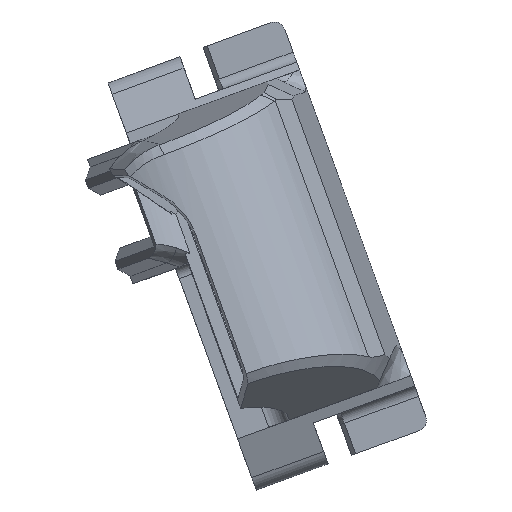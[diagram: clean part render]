
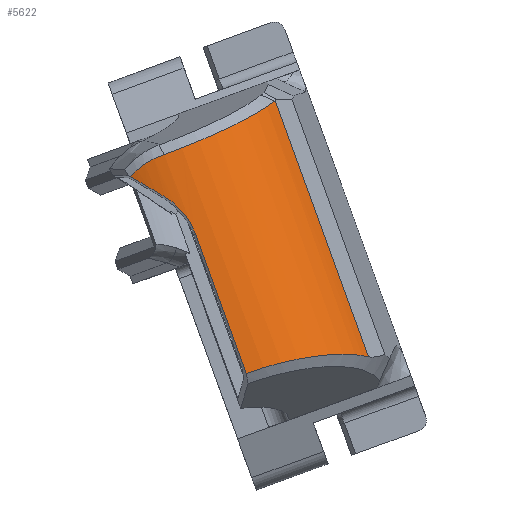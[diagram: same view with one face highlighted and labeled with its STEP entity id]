
A CAD part, top view. The second image highlights one B-rep face of the part: STEP entity #5622.
In plain terms, the highlighted cylindrical face has radius 12.827 mm (diameter 25.654 mm), a partial arc.
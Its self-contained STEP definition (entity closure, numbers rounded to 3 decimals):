
#55=B_SPLINE_CURVE_WITH_KNOTS('',3,(#8223,#8224,#8225,#8226,#8227,#8228,
#8229,#8230),.UNSPECIFIED.,.F.,.F.,(4,2,2,4),(1.945,2.11,
2.275,2.372),.UNSPECIFIED.);
#67=B_SPLINE_CURVE_WITH_KNOTS('',3,(#8397,#8398,#8399,#8400,#8401,#8402,
#8403,#8404,#8405,#8406,#8407,#8408,#8409,#8410,#8411,#8412,#8413),
 .UNSPECIFIED.,.F.,.F.,(4,2,2,2,3,2,2,4),(-0.335,-0.293,
-0.251,-0.168,0.,0.025,
0.039,0.04),.UNSPECIFIED.);
#103=B_SPLINE_CURVE_WITH_KNOTS('',3,(#9763,#9764,#9765,#9766,#9767,#9768,
#9769,#9770,#9771,#9772,#9773,#9774,#9775,#9776),.UNSPECIFIED.,.F.,.F.,
(4,2,2,2,2,2,4),(-1.416,-1.24,-1.063,
-0.707,-0.356,-0.179,0.),
 .UNSPECIFIED.);
#104=B_SPLINE_CURVE_WITH_KNOTS('',3,(#9780,#9781,#9782,#9783),
 .UNSPECIFIED.,.F.,.F.,(4,4),(0.,0.),.UNSPECIFIED.);
#105=B_SPLINE_CURVE_WITH_KNOTS('',3,(#9784,#9785,#9786,#9787,#9788,#9789,
#9790,#9791,#9792,#9793,#9794,#9795,#9796,#9797),.UNSPECIFIED.,.F.,.F.,
(4,2,2,2,2,2,4),(-1.409,-1.233,-1.057,
-0.705,-0.352,-0.176,0.),
 .UNSPECIFIED.);
#653=FACE_OUTER_BOUND('',#943,.T.);
#943=EDGE_LOOP('',(#5076,#5077,#5078,#5079,#5080,#5081,#5082,#5083));
#1161=LINE('',#8262,#1785);
#1587=LINE('',#9778,#2211);
#1785=VECTOR('',#6463,1000.);
#2211=VECTOR('',#7391,1000.);
#2248=ELLIPSE('',#5785,21.087,12.827);
#2473=VERTEX_POINT('',#8220);
#2474=VERTEX_POINT('',#8222);
#2486=VERTEX_POINT('',#8260);
#2495=VERTEX_POINT('',#8391);
#2496=VERTEX_POINT('',#8396);
#2820=VERTEX_POINT('',#9762);
#2821=VERTEX_POINT('',#9777);
#2822=VERTEX_POINT('',#9779);
#3060=EDGE_CURVE('',#2473,#2474,#55,.T.);
#3074=EDGE_CURVE('',#2486,#2473,#1161,.T.);
#3085=EDGE_CURVE('',#2496,#2495,#67,.T.);
#3088=EDGE_CURVE('',#2474,#2495,#2248,.T.);
#3620=EDGE_CURVE('',#2486,#2820,#103,.T.);
#3621=EDGE_CURVE('',#2820,#2821,#1587,.T.);
#3622=EDGE_CURVE('',#2821,#2822,#104,.T.);
#3623=EDGE_CURVE('',#2822,#2496,#105,.T.);
#5076=ORIENTED_EDGE('',*,*,#3085,.T.);
#5077=ORIENTED_EDGE('',*,*,#3088,.F.);
#5078=ORIENTED_EDGE('',*,*,#3060,.F.);
#5079=ORIENTED_EDGE('',*,*,#3074,.F.);
#5080=ORIENTED_EDGE('',*,*,#3620,.T.);
#5081=ORIENTED_EDGE('',*,*,#3621,.T.);
#5082=ORIENTED_EDGE('',*,*,#3622,.T.);
#5083=ORIENTED_EDGE('',*,*,#3623,.T.);
#5371=CYLINDRICAL_SURFACE('',#6034,12.827);
#5622=ADVANCED_FACE('',(#653),#5371,.T.);
#5785=AXIS2_PLACEMENT_3D('',#8435,#6466,#6467);
#6034=AXIS2_PLACEMENT_3D('',#9761,#7389,#7390);
#6463=DIRECTION('',(-0.342,0.94,0.));
#6466=DIRECTION('center_axis',(-0.518,-0.836,0.182));
#6467=DIRECTION('ref_axis',(0.828,-0.543,-0.139));
#7389=DIRECTION('center_axis',(-0.342,0.94,0.));
#7390=DIRECTION('ref_axis',(0.94,0.342,0.));
#7391=DIRECTION('',(-0.342,0.94,0.));
#8220=CARTESIAN_POINT('',(378.247,13.29,148.945));
#8222=CARTESIAN_POINT('',(375.448,16.697,148.911));
#8223=CARTESIAN_POINT('Ctrl Pts',(378.247,13.29,148.945));
#8224=CARTESIAN_POINT('Ctrl Pts',(378.058,13.807,148.945));
#8225=CARTESIAN_POINT('Ctrl Pts',(377.785,14.344,148.948));
#8226=CARTESIAN_POINT('Ctrl Pts',(377.1,15.321,148.953));
#8227=CARTESIAN_POINT('Ctrl Pts',(376.688,15.76,148.954));
#8228=CARTESIAN_POINT('Ctrl Pts',(376.018,16.32,148.938));
#8229=CARTESIAN_POINT('Ctrl Pts',(375.743,16.519,148.928));
#8230=CARTESIAN_POINT('Ctrl Pts',(375.448,16.697,148.911));
#8260=CARTESIAN_POINT('',(382.911,0.475,148.945));
#8262=CARTESIAN_POINT('',(384.747,-4.57,148.945));
#8391=CARTESIAN_POINT('',(372.225,18.603,148.491));
#8396=CARTESIAN_POINT('',(375.35,20.638,148.95));
#8397=CARTESIAN_POINT('Ctrl Pts',(375.35,20.638,148.95));
#8398=CARTESIAN_POINT('Ctrl Pts',(375.215,20.596,148.952));
#8399=CARTESIAN_POINT('Ctrl Pts',(375.083,20.55,148.953));
#8400=CARTESIAN_POINT('Ctrl Pts',(374.821,20.449,148.948));
#8401=CARTESIAN_POINT('Ctrl Pts',(374.692,20.394,148.944));
#8402=CARTESIAN_POINT('Ctrl Pts',(374.311,20.218,148.924));
#8403=CARTESIAN_POINT('Ctrl Pts',(374.064,20.086,148.901));
#8404=CARTESIAN_POINT('Ctrl Pts',(373.352,19.65,148.808));
#8405=CARTESIAN_POINT('Ctrl Pts',(372.909,19.304,148.711));
#8406=CARTESIAN_POINT('Ctrl Pts',(372.522,18.92,148.591));
#8407=CARTESIAN_POINT('Ctrl Pts',(372.464,18.861,148.573));
#8408=CARTESIAN_POINT('Ctrl Pts',(372.406,18.802,148.554));
#8409=CARTESIAN_POINT('Ctrl Pts',(372.319,18.708,148.525));
#8410=CARTESIAN_POINT('Ctrl Pts',(372.258,18.641,148.503));
#8411=CARTESIAN_POINT('Ctrl Pts',(372.227,18.606,148.492));
#8412=CARTESIAN_POINT('Ctrl Pts',(372.226,18.605,148.492));
#8413=CARTESIAN_POINT('Ctrl Pts',(372.225,18.603,148.491));
#8435=CARTESIAN_POINT('Origin',(378.172,12.227,136.125));
#9761=CARTESIAN_POINT('Origin',(384.339,-4.718,136.125));
#9762=CARTESIAN_POINT('',(394.16,2.002,141.753));
#9763=CARTESIAN_POINT('Ctrl Pts',(382.911,0.475,148.945));
#9764=CARTESIAN_POINT('Ctrl Pts',(383.464,0.67,148.925));
#9765=CARTESIAN_POINT('Ctrl Pts',(384.02,0.851,148.865));
#9766=CARTESIAN_POINT('Ctrl Pts',(385.13,1.184,148.665));
#9767=CARTESIAN_POINT('Ctrl Pts',(385.682,1.335,148.526));
#9768=CARTESIAN_POINT('Ctrl Pts',(387.323,1.74,147.991));
#9769=CARTESIAN_POINT('Ctrl Pts',(388.38,1.945,147.482));
#9770=CARTESIAN_POINT('Ctrl Pts',(390.348,2.205,146.207));
#9771=CARTESIAN_POINT('Ctrl Pts',(391.249,2.262,145.451));
#9772=CARTESIAN_POINT('Ctrl Pts',(392.456,2.244,144.168));
#9773=CARTESIAN_POINT('Ctrl Pts',(392.836,2.22,143.714));
#9774=CARTESIAN_POINT('Ctrl Pts',(393.541,2.138,142.762));
#9775=CARTESIAN_POINT('Ctrl Pts',(393.866,2.078,142.265));
#9776=CARTESIAN_POINT('Ctrl Pts',(394.16,2.002,141.753));
#9777=CARTESIAN_POINT('',(385.566,25.612,141.753));
#9778=CARTESIAN_POINT('',(395.171,-0.776,141.753));
#9779=CARTESIAN_POINT('',(385.543,25.581,141.818));
#9780=CARTESIAN_POINT('Ctrl Pts',(385.566,25.612,141.753));
#9781=CARTESIAN_POINT('Ctrl Pts',(385.559,25.601,141.775));
#9782=CARTESIAN_POINT('Ctrl Pts',(385.551,25.591,141.797));
#9783=CARTESIAN_POINT('Ctrl Pts',(385.543,25.581,141.818));
#9784=CARTESIAN_POINT('Ctrl Pts',(385.543,25.581,141.818));
#9785=CARTESIAN_POINT('Ctrl Pts',(385.33,25.413,142.34));
#9786=CARTESIAN_POINT('Ctrl Pts',(385.082,25.235,142.844));
#9787=CARTESIAN_POINT('Ctrl Pts',(384.52,24.864,143.809));
#9788=CARTESIAN_POINT('Ctrl Pts',(384.207,24.672,144.268));
#9789=CARTESIAN_POINT('Ctrl Pts',(383.181,24.074,145.568));
#9790=CARTESIAN_POINT('Ctrl Pts',(382.383,23.651,146.326));
#9791=CARTESIAN_POINT('Ctrl Pts',(380.595,22.783,147.581));
#9792=CARTESIAN_POINT('Ctrl Pts',(379.614,22.342,148.072));
#9793=CARTESIAN_POINT('Ctrl Pts',(378.058,21.687,148.579));
#9794=CARTESIAN_POINT('Ctrl Pts',(377.527,21.471,148.709));
#9795=CARTESIAN_POINT('Ctrl Pts',(376.447,21.047,148.889));
#9796=CARTESIAN_POINT('Ctrl Pts',(375.9,20.84,148.94));
#9797=CARTESIAN_POINT('Ctrl Pts',(375.35,20.638,148.95));
